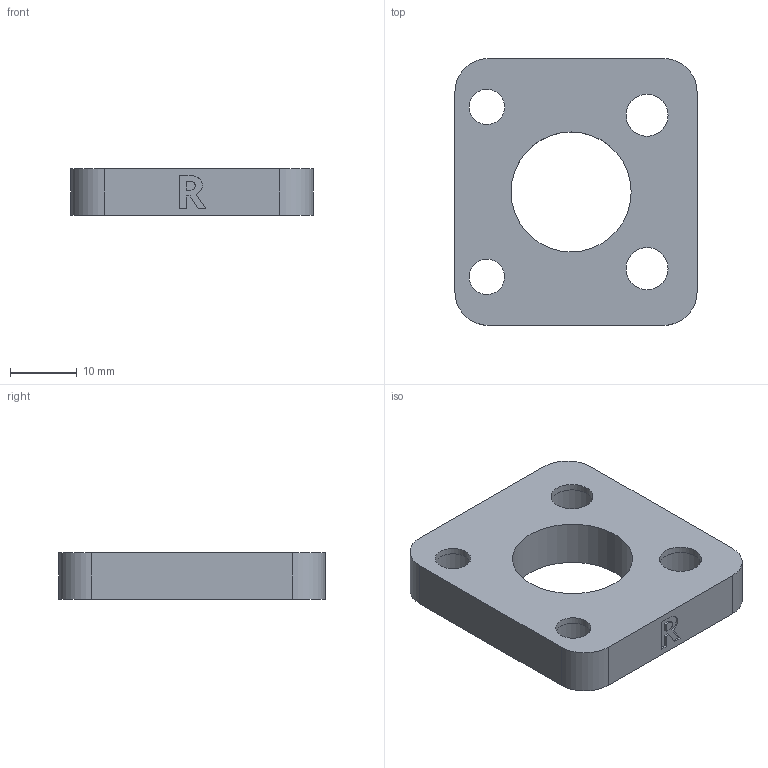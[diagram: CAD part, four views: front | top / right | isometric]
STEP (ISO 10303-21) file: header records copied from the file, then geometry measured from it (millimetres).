
FILE_DESCRIPTION(/* description */ ('STEP AP214'),/* implementation_level */ '2;1');
FILE_NAME(/* name */ '603a471683511015a261efb1',/* time_stamp */ '2021-02-27T13:20:23+00:00',/* author */ (''),/* organization */ (''),/* preprocessor_version */ 'ST-DEVELOPER v18.1',/* originating_system */ ' ',/* authorisation */ ' ');
FILE_SCHEMA (('AUTOMOTIVE_DESIGN {1 0 10303 214 3 1 1}'));
Length unit declared in the file: metre
Products named in the file (1): motor_support_r
Bounding box: 36.3 x 40 x 7 mm (x, y, z)
Volume: 6517.8 mm3; surface area: 4317.3 mm2
Topology: 1 solids, 1 shells, 44 faces, 112 edges, 76 vertices
Faces by surface type: plane 22, cylinder 13, bspline 9
Full cylindrical faces by diameter (mm): 5.3 x2, 6.3 x2, 8.5 x2, 9.9 x2, 18 x1
Entity records: 1339 total; most frequent: CARTESIAN_POINT 315, ORIENTED_EDGE 198, DIRECTION 179, EDGE_CURVE 99, VERTEX_POINT 72, EDGE_LOOP 69, FACE_BOUND 69, AXIS2_PLACEMENT_3D 62
